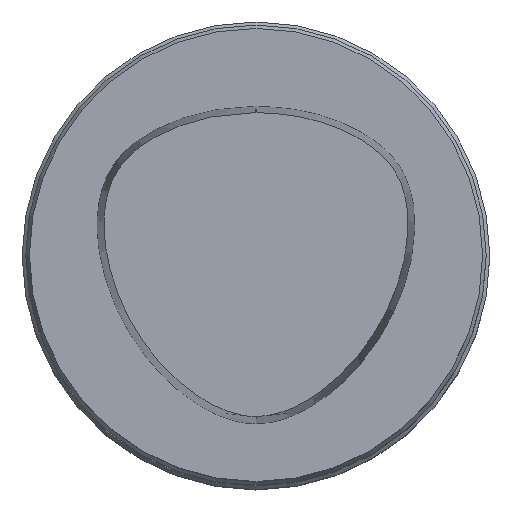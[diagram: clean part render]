
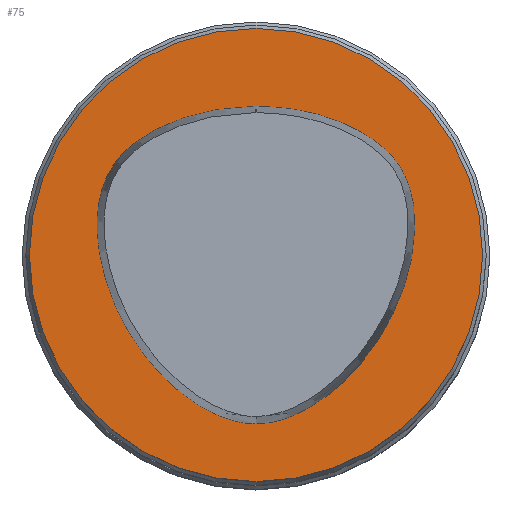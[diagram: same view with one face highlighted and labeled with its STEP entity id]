
A CAD part, top view. The second image highlights one B-rep face of the part: STEP entity #75.
In plain terms, the highlighted planar face has unit normal (0, 0, 1).
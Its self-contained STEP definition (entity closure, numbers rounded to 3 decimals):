
#75=ADVANCED_FACE('',(#94,#95),#96,.T.);
#94=FACE_OUTER_BOUND('',#143,.T.);
#95=FACE_BOUND('',#144,.T.);
#96=PLANE('',#145);
#143=EDGE_LOOP('',(#330));
#144=EDGE_LOOP('',(#331,#332,#333));
#145=AXIS2_PLACEMENT_3D('',#334,#335,#336);
#330=ORIENTED_EDGE('',*,*,#420,.F.);
#331=ORIENTED_EDGE('',*,*,#421,.F.);
#332=ORIENTED_EDGE('',*,*,#422,.F.);
#333=ORIENTED_EDGE('',*,*,#423,.F.);
#334=CARTESIAN_POINT('',(0.,15.746,0.));
#335=DIRECTION('',(0.0,0.0,1.0));
#336=DIRECTION('',(1.0,-0.0,0.0));
#420=EDGE_CURVE('',#441,#441,#442,.T.);
#421=EDGE_CURVE('',#443,#444,#445,.T.);
#422=EDGE_CURVE('',#446,#443,#447,.T.);
#423=EDGE_CURVE('',#444,#446,#448,.T.);
#441=VERTEX_POINT('',#480);
#442=CIRCLE('',#481,31.493);
#443=VERTEX_POINT('',#482);
#444=VERTEX_POINT('',#483);
#445=B_SPLINE_CURVE_WITH_KNOTS('',3,(#484,#485,#486,#487,#488,#489,#490,#491,#492,#493,#494,#495,#496,#497,#498,#499,#500,#501,#502,#503,#504,#505,#506,#507,#508,#509,#510,#511,#512,#513,#514,#515),.UNSPECIFIED.,.F.,.F.,(4,2,2,2,2,2,2,2,2,2,2,2,2,2,2,4),(6.615,6.904,7.192,7.48,7.769,8.327,8.886,10.063,10.522,10.981,11.21,11.44,11.898,12.428,12.829,13.23),.UNSPECIFIED.);
#446=VERTEX_POINT('',#516);
#447=B_SPLINE_CURVE_WITH_KNOTS('',3,(#517,#518,#519,#520,#521,#522,#523,#524,#525,#526,#527,#528,#529,#530,#531,#532,#533,#534,#535,#536,#537,#538,#539,#540,#541,#542,#543,#544,#545,#546),.UNSPECIFIED.,.F.,.F.,(4,2,2,2,2,2,2,2,2,2,2,2,2,2,4),(0.0,0.577,1.154,1.433,1.712,1.992,2.271,2.859,3.154,3.448,4.366,5.283,5.813,6.214,6.615),.UNSPECIFIED.);
#448=CIRCLE('',#547,0.95);
#480=CARTESIAN_POINT('',(0.,-31.493,0.0));
#481=AXIS2_PLACEMENT_3D('',#612,#613,#614);
#482=CARTESIAN_POINT('',(0.044,-23.469,0.0));
#483=CARTESIAN_POINT('',(0.045,20.677,0.0));
#484=CARTESIAN_POINT('',(0.044,-23.469,0.0));
#485=CARTESIAN_POINT('',(1.1,-23.464,0.));
#486=CARTESIAN_POINT('',(2.144,-23.297,0.0));
#487=CARTESIAN_POINT('',(4.142,-22.759,0.0));
#488=CARTESIAN_POINT('',(5.098,-22.39,0.));
#489=CARTESIAN_POINT('',(6.935,-21.508,0.));
#490=CARTESIAN_POINT('',(7.804,-21.,0.));
#491=CARTESIAN_POINT('',(9.469,-19.889,0.));
#492=CARTESIAN_POINT('',(10.267,-19.285,0.));
#493=CARTESIAN_POINT('',(12.503,-17.396,0.));
#494=CARTESIAN_POINT('',(13.842,-16.005,0.0));
#495=CARTESIAN_POINT('',(16.251,-13.01,0.));
#496=CARTESIAN_POINT('',(17.321,-11.408,0.));
#497=CARTESIAN_POINT('',(20.195,-6.179,0.));
#498=CARTESIAN_POINT('',(21.526,-2.27,0.));
#499=CARTESIAN_POINT('',(22.108,3.365,0.));
#500=CARTESIAN_POINT('',(22.144,4.957,0.));
#501=CARTESIAN_POINT('',(21.744,8.215,0.));
#502=CARTESIAN_POINT('',(21.281,9.878,0.0));
#503=CARTESIAN_POINT('',(20.179,12.032,0.0));
#504=CARTESIAN_POINT('',(19.702,12.759,0.));
#505=CARTESIAN_POINT('',(18.626,14.044,0.));
#506=CARTESIAN_POINT('',(18.039,14.612,0.0));
#507=CARTESIAN_POINT('',(16.128,16.197,0.));
#508=CARTESIAN_POINT('',(14.762,17.03,0.0));
#509=CARTESIAN_POINT('',(11.686,18.546,0.0));
#510=CARTESIAN_POINT('',(9.963,19.18,0.0));
#511=CARTESIAN_POINT('',(6.847,20.003,0.0));
#512=CARTESIAN_POINT('',(5.472,20.25,0.0));
#513=CARTESIAN_POINT('',(2.739,20.547,0.0));
#514=CARTESIAN_POINT('',(1.382,20.612,0.0));
#515=CARTESIAN_POINT('',(0.045,20.677,0.0));
#516=CARTESIAN_POINT('',(-0.045,20.677,0.0));
#517=CARTESIAN_POINT('',(-0.045,20.677,0.0));
#518=CARTESIAN_POINT('',(-1.968,20.588,0.0));
#519=CARTESIAN_POINT('',(-3.953,20.485,0.));
#520=CARTESIAN_POINT('',(-7.863,19.797,0.));
#521=CARTESIAN_POINT('',(-9.794,19.25,0.));
#522=CARTESIAN_POINT('',(-12.535,18.133,0.0));
#523=CARTESIAN_POINT('',(-13.411,17.719,0.0));
#524=CARTESIAN_POINT('',(-15.123,16.78,0.));
#525=CARTESIAN_POINT('',(-15.962,16.259,0.0));
#526=CARTESIAN_POINT('',(-17.56,15.067,0.0));
#527=CARTESIAN_POINT('',(-18.314,14.396,0.));
#528=CARTESIAN_POINT('',(-19.639,12.867,0.));
#529=CARTESIAN_POINT('',(-20.198,12.,0.0));
#530=CARTESIAN_POINT('',(-21.562,9.159,0.0));
#531=CARTESIAN_POINT('',(-21.995,7.022,0.0));
#532=CARTESIAN_POINT('',(-22.113,3.903,0.0));
#533=CARTESIAN_POINT('',(-22.067,2.879,0.0));
#534=CARTESIAN_POINT('',(-21.855,0.853,0.0));
#535=CARTESIAN_POINT('',(-21.693,-0.149,0.));
#536=CARTESIAN_POINT('',(-20.816,-4.237,0.));
#537=CARTESIAN_POINT('',(-19.66,-7.209,0.));
#538=CARTESIAN_POINT('',(-16.575,-12.714,0.0));
#539=CARTESIAN_POINT('',(-14.647,-15.248,0.));
#540=CARTESIAN_POINT('',(-11.05,-18.702,0.));
#541=CARTESIAN_POINT('',(-9.618,-19.857,0.0));
#542=CARTESIAN_POINT('',(-6.855,-21.571,0.));
#543=CARTESIAN_POINT('',(-5.58,-22.214,0.0));
#544=CARTESIAN_POINT('',(-2.867,-23.17,0.0));
#545=CARTESIAN_POINT('',(-1.426,-23.477,0.0));
#546=CARTESIAN_POINT('',(0.044,-23.469,0.0));
#547=AXIS2_PLACEMENT_3D('',#615,#616,#617);
#612=CARTESIAN_POINT('',(0.0,0.0,0.0));
#613=DIRECTION('',(0.0,0.0,-1.0));
#614=DIRECTION('',(0.0,1.0,0.0));
#615=CARTESIAN_POINT('',(-0.001,19.728,0.0));
#616=DIRECTION('',(0.0,0.0,1.0));
#617=DIRECTION('',(-0.046,0.999,0.0));
